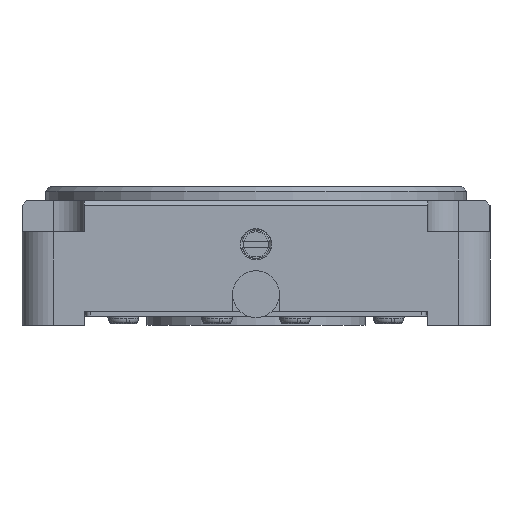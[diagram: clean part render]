
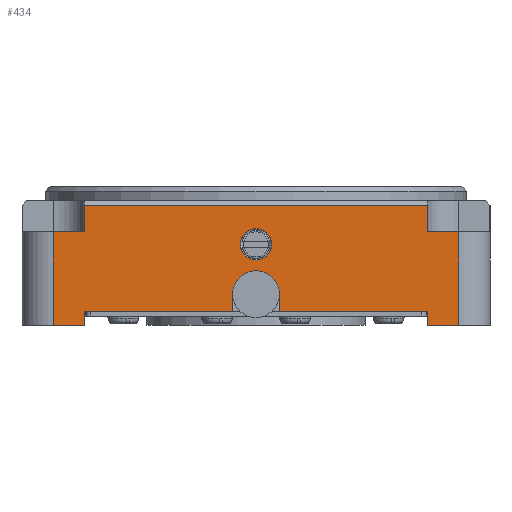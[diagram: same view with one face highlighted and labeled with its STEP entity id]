
A CAD part, left-side view. The second image highlights one B-rep face of the part: STEP entity #434.
In plain terms, the highlighted planar face has unit normal (-1, 0, 0).
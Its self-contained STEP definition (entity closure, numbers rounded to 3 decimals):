
#434=ADVANCED_FACE('',(#1135,#1136),#618,.F.);
#618=PLANE('',#3283);
#701=LINE('',#4598,#918);
#702=LINE('',#4601,#919);
#703=LINE('',#4603,#920);
#704=LINE('',#4605,#921);
#705=LINE('',#4607,#922);
#706=LINE('',#4609,#923);
#707=LINE('',#4611,#924);
#708=LINE('',#4613,#925);
#709=LINE('',#4615,#926);
#710=LINE('',#4619,#927);
#711=LINE('',#4621,#928);
#712=LINE('',#4623,#929);
#713=LINE('',#4625,#930);
#714=LINE('',#4627,#931);
#715=LINE('',#4629,#932);
#918=VECTOR('',#3650,1.);
#919=VECTOR('',#3651,1.);
#920=VECTOR('',#3652,1.);
#921=VECTOR('',#3653,1.);
#922=VECTOR('',#3654,1.);
#923=VECTOR('',#3655,1.);
#924=VECTOR('',#3656,1.);
#925=VECTOR('',#3657,1.);
#926=VECTOR('',#3658,1.);
#927=VECTOR('',#3661,1.);
#928=VECTOR('',#3662,1.);
#929=VECTOR('',#3663,1.);
#930=VECTOR('',#3664,1.);
#931=VECTOR('',#3665,1.);
#932=VECTOR('',#3666,1.);
#1135=FACE_BOUND('',#1317,.T.);
#1136=FACE_BOUND('',#1318,.T.);
#1317=EDGE_LOOP('',(#1602));
#1318=EDGE_LOOP('',(#1603,#1604,#1605,#1606,#1607,#1608,#1609,#1610,#1611,
#1612,#1613,#1614,#1615,#1616,#1617,#1618));
#1602=ORIENTED_EDGE('',*,*,#2707,.T.);
#1603=ORIENTED_EDGE('',*,*,#2708,.T.);
#1604=ORIENTED_EDGE('',*,*,#2709,.T.);
#1605=ORIENTED_EDGE('',*,*,#2710,.F.);
#1606=ORIENTED_EDGE('',*,*,#2711,.F.);
#1607=ORIENTED_EDGE('',*,*,#2712,.T.);
#1608=ORIENTED_EDGE('',*,*,#2713,.T.);
#1609=ORIENTED_EDGE('',*,*,#2714,.F.);
#1610=ORIENTED_EDGE('',*,*,#2715,.F.);
#1611=ORIENTED_EDGE('',*,*,#2716,.F.);
#1612=ORIENTED_EDGE('',*,*,#2717,.F.);
#1613=ORIENTED_EDGE('',*,*,#2718,.F.);
#1614=ORIENTED_EDGE('',*,*,#2719,.F.);
#1615=ORIENTED_EDGE('',*,*,#2720,.T.);
#1616=ORIENTED_EDGE('',*,*,#2721,.T.);
#1617=ORIENTED_EDGE('',*,*,#2722,.T.);
#1618=ORIENTED_EDGE('',*,*,#2723,.T.);
#2410=VERTEX_POINT('',#4597);
#2411=VERTEX_POINT('',#4599);
#2412=VERTEX_POINT('',#4600);
#2413=VERTEX_POINT('',#4602);
#2414=VERTEX_POINT('',#4604);
#2415=VERTEX_POINT('',#4606);
#2416=VERTEX_POINT('',#4608);
#2417=VERTEX_POINT('',#4610);
#2418=VERTEX_POINT('',#4612);
#2419=VERTEX_POINT('',#4614);
#2420=VERTEX_POINT('',#4616);
#2421=VERTEX_POINT('',#4618);
#2422=VERTEX_POINT('',#4620);
#2423=VERTEX_POINT('',#4622);
#2424=VERTEX_POINT('',#4624);
#2425=VERTEX_POINT('',#4626);
#2426=VERTEX_POINT('',#4628);
#2707=EDGE_CURVE('',#2410,#2410,#3111,.T.);
#2708=EDGE_CURVE('',#2411,#2412,#701,.T.);
#2709=EDGE_CURVE('',#2412,#2413,#702,.T.);
#2710=EDGE_CURVE('',#2414,#2413,#703,.T.);
#2711=EDGE_CURVE('',#2415,#2414,#704,.T.);
#2712=EDGE_CURVE('',#2415,#2416,#705,.T.);
#2713=EDGE_CURVE('',#2416,#2417,#706,.T.);
#2714=EDGE_CURVE('',#2418,#2417,#707,.T.);
#2715=EDGE_CURVE('',#2419,#2418,#708,.T.);
#2716=EDGE_CURVE('',#2420,#2419,#709,.T.);
#2717=EDGE_CURVE('',#2421,#2420,#3112,.T.);
#2718=EDGE_CURVE('',#2422,#2421,#710,.T.);
#2719=EDGE_CURVE('',#2423,#2422,#711,.T.);
#2720=EDGE_CURVE('',#2423,#2424,#712,.T.);
#2721=EDGE_CURVE('',#2424,#2425,#713,.T.);
#2722=EDGE_CURVE('',#2425,#2426,#714,.T.);
#2723=EDGE_CURVE('',#2426,#2411,#715,.T.);
#3111=CIRCLE('',#3281,1.);
#3112=CIRCLE('',#3282,1.5);
#3281=AXIS2_PLACEMENT_3D('',#4596,#3648,#3649);
#3282=AXIS2_PLACEMENT_3D('',#4617,#3659,#3660);
#3283=AXIS2_PLACEMENT_3D('',#4630,#3667,#3668);
#3648=DIRECTION('',(1.,0.,0.));
#3649=DIRECTION('',(0.,0.,-1.));
#3650=DIRECTION('',(0.,0.,1.));
#3651=DIRECTION('',(0.,1.,0.));
#3652=DIRECTION('',(0.,0.,1.));
#3653=DIRECTION('',(0.,-1.,0.));
#3654=DIRECTION('',(0.,0.,-1.));
#3655=DIRECTION('',(0.,-1.,0.));
#3656=DIRECTION('',(0.,0.,-1.));
#3657=DIRECTION('',(0.,1.,0.));
#3658=DIRECTION('',(0.,0.,-1.));
#3659=DIRECTION('',(-1.,0.,0.));
#3660=DIRECTION('',(0.,-1.,0.));
#3661=DIRECTION('',(0.,0.,1.));
#3662=DIRECTION('',(0.,1.,0.));
#3663=DIRECTION('',(0.,0.,-1.));
#3664=DIRECTION('',(0.,-1.,0.));
#3665=DIRECTION('',(0.,0.,1.));
#3666=DIRECTION('',(0.,1.,0.));
#3667=DIRECTION('',(1.,0.,0.));
#3668=DIRECTION('',(0.,0.,-1.));
#4596=CARTESIAN_POINT('',(-22.5,0.,5.2));
#4597=CARTESIAN_POINT('',(-22.5,0.,4.2));
#4598=CARTESIAN_POINT('',(-22.5,-11.,6.));
#4599=CARTESIAN_POINT('',(-22.5,-11.,6.));
#4600=CARTESIAN_POINT('',(-22.5,-11.,7.7));
#4601=CARTESIAN_POINT('',(-22.5,11.,7.7));
#4602=CARTESIAN_POINT('',(-22.5,11.,7.7));
#4603=CARTESIAN_POINT('',(-22.5,11.,6.));
#4604=CARTESIAN_POINT('',(-22.5,11.,6.));
#4605=CARTESIAN_POINT('',(-22.5,15.,6.));
#4606=CARTESIAN_POINT('',(-22.5,13.,6.));
#4607=CARTESIAN_POINT('',(-22.5,13.,8.));
#4608=CARTESIAN_POINT('',(-22.5,13.,0.));
#4609=CARTESIAN_POINT('',(-22.5,15.,0.));
#4610=CARTESIAN_POINT('',(-22.5,11.,0.));
#4611=CARTESIAN_POINT('',(-22.5,11.,0.6));
#4612=CARTESIAN_POINT('',(-22.5,11.,0.9));
#4613=CARTESIAN_POINT('',(-22.5,-11.,0.9));
#4614=CARTESIAN_POINT('',(-22.5,1.5,0.9));
#4615=CARTESIAN_POINT('',(-22.5,1.5,2.));
#4616=CARTESIAN_POINT('',(-22.5,1.5,2.));
#4617=CARTESIAN_POINT('',(-22.5,0.,2.));
#4618=CARTESIAN_POINT('',(-22.5,-1.5,2.));
#4619=CARTESIAN_POINT('',(-22.5,-1.5,0.9));
#4620=CARTESIAN_POINT('',(-22.5,-1.5,0.9));
#4621=CARTESIAN_POINT('',(-22.5,-11.,0.9));
#4622=CARTESIAN_POINT('',(-22.5,-11.,0.9));
#4623=CARTESIAN_POINT('',(-22.5,-11.,0.6));
#4624=CARTESIAN_POINT('',(-22.5,-11.,0.));
#4625=CARTESIAN_POINT('',(-22.5,15.,0.));
#4626=CARTESIAN_POINT('',(-22.5,-13.,0.));
#4627=CARTESIAN_POINT('',(-22.5,-13.,8.));
#4628=CARTESIAN_POINT('',(-22.5,-13.,6.));
#4629=CARTESIAN_POINT('',(-22.5,-15.,6.));
#4630=CARTESIAN_POINT('',(-22.5,15.,8.));
